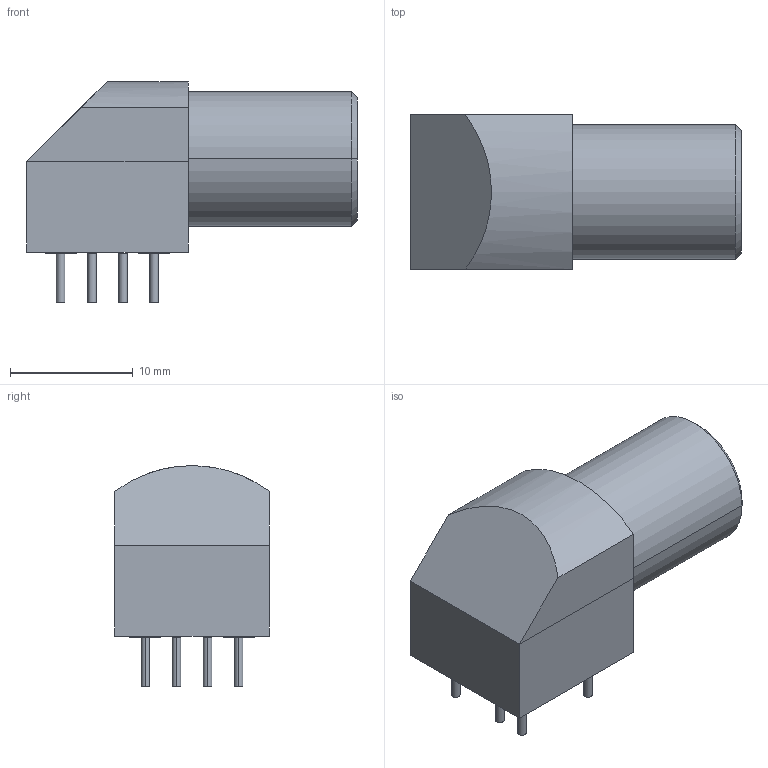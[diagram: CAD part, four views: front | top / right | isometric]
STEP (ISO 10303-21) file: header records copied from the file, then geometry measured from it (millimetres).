
FILE_DESCRIPTION((''),'2;1');
FILE_NAME('LEMO_EPL.1S.305.HLN.stp','2014-07-09T15:18:51',(''),(''),'Mechanical Desktop 2011','Mechanical Desktop 2011',', , ');
FILE_SCHEMA(('AUTOMOTIVE_DESIGN { 1 2 10303 214 1 1 1 1 }'));
Length unit declared in the file: millimetre
Products named in the file (1): Product
Bounding box: 27 x 12.6 x 18 mm (x, y, z)
Volume: 2621.6 mm3; surface area: 2917.8 mm2
Topology: 23 solids, 23 shells, 139 faces, 276 edges, 182 vertices
Faces by surface type: plane 80, cylinder 55, sphere 2, cone 2
Entity records: 3618 total; most frequent: DIRECTION 660, CARTESIAN_POINT 586, ORIENTED_EDGE 536, EDGE_CURVE 268, AXIS2_PLACEMENT_3D 252, VERTEX_POINT 178, VECTOR 156, LINE 156
